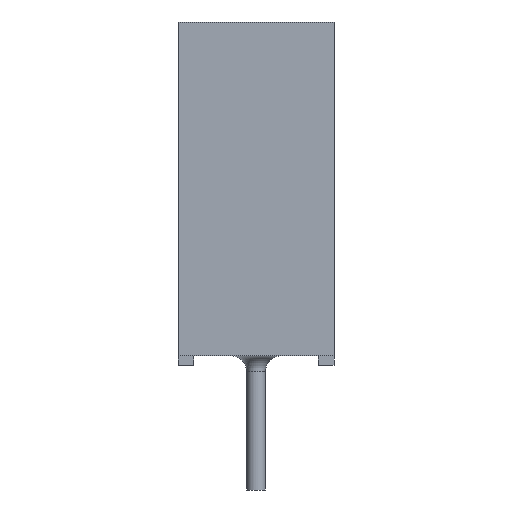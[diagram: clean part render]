
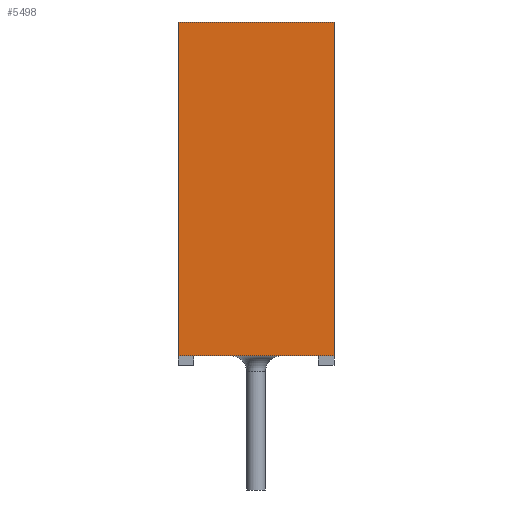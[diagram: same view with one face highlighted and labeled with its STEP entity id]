
A CAD part, left-side view. The second image highlights one B-rep face of the part: STEP entity #5498.
In plain terms, the highlighted planar face has unit normal (-1, 0, 0).
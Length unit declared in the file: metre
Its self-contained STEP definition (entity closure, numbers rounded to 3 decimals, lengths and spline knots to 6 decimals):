
#67=PLANE('',#5727);
#547=ORIENTED_EDGE('',*,*,#1580,.T.);
#548=ORIENTED_EDGE('',*,*,#1594,.F.);
#549=ORIENTED_EDGE('',*,*,#1536,.F.);
#550=ORIENTED_EDGE('',*,*,#1595,.T.);
#1536=EDGE_CURVE('',#2066,#2067,#2449,.T.);
#1580=EDGE_CURVE('',#2108,#2109,#2487,.T.);
#1594=EDGE_CURVE('',#2067,#2109,#2501,.T.);
#1595=EDGE_CURVE('',#2066,#2108,#2502,.T.);
#2066=VERTEX_POINT('',#7531);
#2067=VERTEX_POINT('',#7532);
#2108=VERTEX_POINT('',#7715);
#2109=VERTEX_POINT('',#7716);
#2449=LINE('',#7530,#2908);
#2487=LINE('',#7714,#2946);
#2501=LINE('',#7742,#2960);
#2502=LINE('',#7743,#2961);
#2908=VECTOR('',#6044,1.);
#2946=VECTOR('',#6086,1.);
#2960=VECTOR('',#6104,1.);
#2961=VECTOR('',#6105,1.);
#3329=EDGE_LOOP('',(#547,#548,#549,#550));
#3601=FACE_BOUND('',#3329,.T.);
#5498=ADVANCED_FACE('',(#3601),#67,.F.);
#5727=AXIS2_PLACEMENT_3D('',#7741,#6102,#6103);
#6044=DIRECTION('',(0.,0.,-1.));
#6086=DIRECTION('',(0.,0.,-1.));
#6102=DIRECTION('',(1.,0.,0.));
#6103=DIRECTION('',(0.,0.,-1.));
#6104=DIRECTION('',(0.,1.,0.));
#6105=DIRECTION('',(0.,1.,0.));
#7530=CARTESIAN_POINT('',(-0.0065,-0.0025,0.00535));
#7531=CARTESIAN_POINT('',(-0.0065,-0.0025,0.00535));
#7532=CARTESIAN_POINT('',(-0.0065,-0.0025,-0.00535));
#7714=CARTESIAN_POINT('',(-0.0065,0.0025,0.00535));
#7715=CARTESIAN_POINT('',(-0.0065,0.0025,0.00535));
#7716=CARTESIAN_POINT('',(-0.0065,0.0025,-0.00535));
#7741=CARTESIAN_POINT('',(-0.0065,-0.0025,0.00535));
#7742=CARTESIAN_POINT('',(-0.0065,-0.0025,-0.00535));
#7743=CARTESIAN_POINT('',(-0.0065,-0.0025,0.00535));
